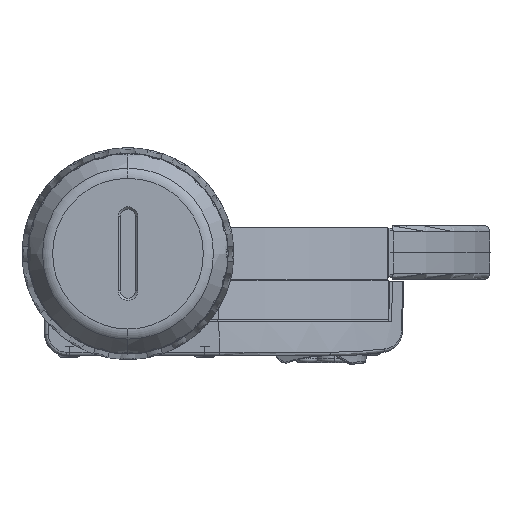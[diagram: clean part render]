
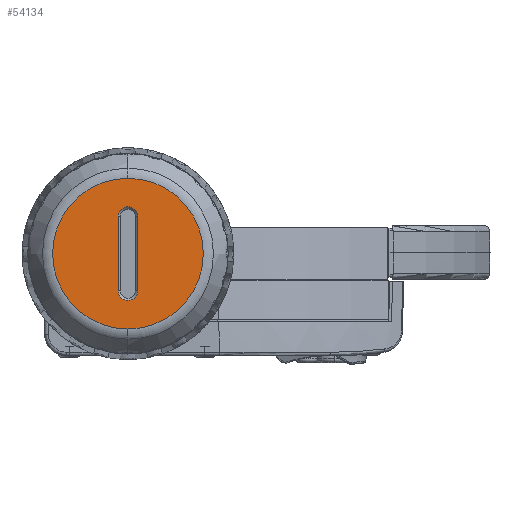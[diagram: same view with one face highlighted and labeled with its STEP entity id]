
A CAD part, left-side view. The second image highlights one B-rep face of the part: STEP entity #54134.
In plain terms, the highlighted face is planar.
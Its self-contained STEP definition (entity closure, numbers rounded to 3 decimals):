
#53615=CARTESIAN_POINT('',(6.5,0.,0.));
#53616=DIRECTION('',(1.,0.,0.));
#53617=DIRECTION('',(0.,0.,-1.));
#53618=AXIS2_PLACEMENT_3D('',#53615,#53616,#53617);
#53620=CARTESIAN_POINT('',(6.5,0.,0.));
#53621=DIRECTION('',(1.,0.,0.));
#53622=DIRECTION('',(0.,0.,1.));
#53623=AXIS2_PLACEMENT_3D('',#53620,#53621,#53622);
#53625=CARTESIAN_POINT('',(6.5,0.,-5.));
#53626=DIRECTION('',(-1.,0.,0.));
#53627=DIRECTION('',(0.,1.,0.));
#53628=AXIS2_PLACEMENT_3D('',#53625,#53626,#53627);
#53630=DIRECTION('',(0.,0.,-1.));
#53631=VECTOR('',#53630,10.);
#53632=CARTESIAN_POINT('',(6.5,1.3,5.));
#53633=LINE('',#53632,#53631);
#53634=CARTESIAN_POINT('',(6.5,0.,5.));
#53635=DIRECTION('',(-1.,0.,0.));
#53636=DIRECTION('',(0.,-1.,0.));
#53637=AXIS2_PLACEMENT_3D('',#53634,#53635,#53636);
#53639=DIRECTION('',(0.,0.,1.));
#53640=VECTOR('',#53639,10.);
#53641=CARTESIAN_POINT('',(6.5,-1.3,
-5.));
#53642=LINE('',#53641,#53640);
#53778=CARTESIAN_POINT('',(6.5,0.,-10.136));
#53779=CARTESIAN_POINT('',(6.5,0.,10.136));
#53780=VERTEX_POINT('',#53778);
#53781=VERTEX_POINT('',#53779);
#53802=CARTESIAN_POINT('',(6.5,1.3,-5.));
#53803=CARTESIAN_POINT('',(6.5,-1.3,-5.));
#53804=VERTEX_POINT('',#53802);
#53805=VERTEX_POINT('',#53803);
#53810=CARTESIAN_POINT('',(6.5,-1.3,
5.));
#53811=VERTEX_POINT('',#53810);
#53814=CARTESIAN_POINT('',(6.5,1.3,5.));
#53815=VERTEX_POINT('',#53814);
#54114=CARTESIAN_POINT('',(6.5,0.,0.));
#54115=DIRECTION('',(1.,0.,0.));
#54116=DIRECTION('',(0.,-1.,0.));
#54117=AXIS2_PLACEMENT_3D('',#54114,#54115,#54116);
#54118=PLANE('',#54117);
#54120=ORIENTED_EDGE('',*,*,#54119,.F.);
#54121=ORIENTED_EDGE('',*,*,#54104,.F.);
#54122=EDGE_LOOP('',(#54120,#54121));
#54123=FACE_OUTER_BOUND('',#54122,.F.);
#54125=ORIENTED_EDGE('',*,*,#54124,.F.);
#54127=ORIENTED_EDGE('',*,*,#54126,.F.);
#54129=ORIENTED_EDGE('',*,*,#54128,.F.);
#54131=ORIENTED_EDGE('',*,*,#54130,.F.);
#54132=EDGE_LOOP('',(#54125,#54127,#54129,#54131));
#54133=FACE_BOUND('',#54132,.F.);
#54134=ADVANCED_FACE('',(#54123,#54133),#54118,.T.);
#53619=CIRCLE('',#53618,10.136);
#53624=CIRCLE('',#53623,10.136);
#53629=CIRCLE('',#53628,1.3);
#53638=CIRCLE('',#53637,1.3);
#54104=EDGE_CURVE('',#53781,#53780,#53624,.T.);
#54119=EDGE_CURVE('',#53780,#53781,#53619,.T.);
#54124=EDGE_CURVE('',#53804,#53805,#53629,.T.);
#54126=EDGE_CURVE('',#53815,#53804,#53633,.T.);
#54128=EDGE_CURVE('',#53811,#53815,#53638,.T.);
#54130=EDGE_CURVE('',#53805,#53811,#53642,.T.);
